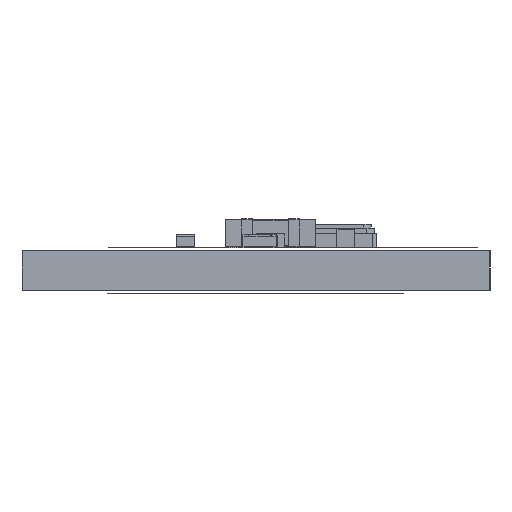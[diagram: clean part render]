
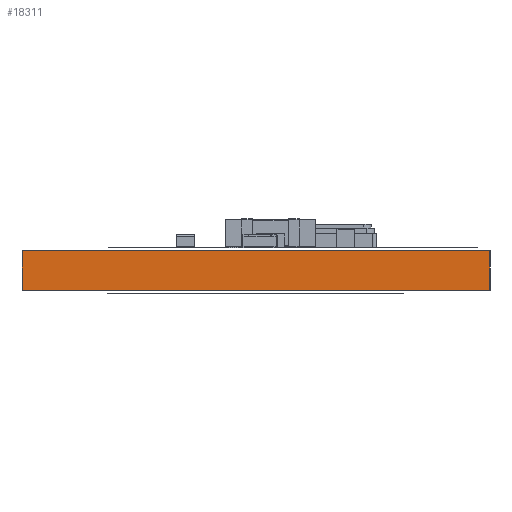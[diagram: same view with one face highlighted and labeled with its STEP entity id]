
A CAD part, left-side view. The second image highlights one B-rep face of the part: STEP entity #18311.
In plain terms, the highlighted planar face has unit normal (-1, 0, 0).
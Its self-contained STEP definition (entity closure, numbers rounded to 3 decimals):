
#17392 = VERTEX_POINT('',#17393);
#17393 = CARTESIAN_POINT('',(-9.,6.5,0.));
#17399 = EDGE_CURVE('',#17400,#17392,#17402,.T.);
#17400 = VERTEX_POINT('',#17401);
#17401 = CARTESIAN_POINT('',(-9.,-6.5,0.));
#17402 = LINE('',#17403,#17404);
#17403 = CARTESIAN_POINT('',(-9.,-6.5,0.));
#17404 = VECTOR('',#17405,1.);
#17405 = DIRECTION('',(0.,1.,0.));
#17864 = VERTEX_POINT('',#17865);
#17865 = CARTESIAN_POINT('',(-9.,6.5,1.11));
#17871 = EDGE_CURVE('',#17872,#17864,#17874,.T.);
#17872 = VERTEX_POINT('',#17873);
#17873 = CARTESIAN_POINT('',(-9.,-6.5,1.11));
#17874 = LINE('',#17875,#17876);
#17875 = CARTESIAN_POINT('',(-9.,-6.5,1.11));
#17876 = VECTOR('',#17877,1.);
#17877 = DIRECTION('',(0.,1.,0.));
#18301 = EDGE_CURVE('',#17400,#17872,#18302,.T.);
#18302 = LINE('',#18303,#18304);
#18303 = CARTESIAN_POINT('',(-9.,-6.5,0.));
#18304 = VECTOR('',#18305,1.);
#18305 = DIRECTION('',(0.,0.,1.));
#18311 = ADVANCED_FACE('',(#18312),#18323,.T.);
#18312 = FACE_BOUND('',#18313,.T.);
#18313 = EDGE_LOOP('',(#18314,#18315,#18316,#18322));
#18314 = ORIENTED_EDGE('',*,*,#18301,.T.);
#18315 = ORIENTED_EDGE('',*,*,#17871,.T.);
#18316 = ORIENTED_EDGE('',*,*,#18317,.F.);
#18317 = EDGE_CURVE('',#17392,#17864,#18318,.T.);
#18318 = LINE('',#18319,#18320);
#18319 = CARTESIAN_POINT('',(-9.,6.5,0.));
#18320 = VECTOR('',#18321,1.);
#18321 = DIRECTION('',(0.,0.,1.));
#18322 = ORIENTED_EDGE('',*,*,#17399,.F.);
#18323 = PLANE('',#18324);
#18324 = AXIS2_PLACEMENT_3D('',#18325,#18326,#18327);
#18325 = CARTESIAN_POINT('',(-9.,-6.5,0.));
#18326 = DIRECTION('',(-1.,0.,0.));
#18327 = DIRECTION('',(0.,1.,0.));
